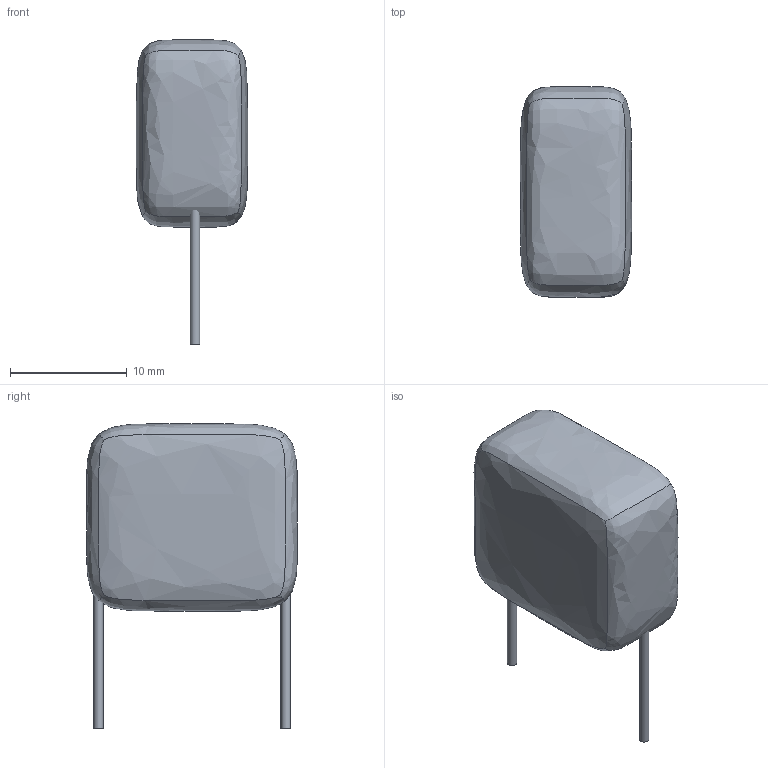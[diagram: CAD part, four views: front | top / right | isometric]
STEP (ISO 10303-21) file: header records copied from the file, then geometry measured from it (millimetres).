
FILE_DESCRIPTION(/* description */ (''),/* implementation_level */ '2;1');
FILE_NAME(/* name */ '-10%), P = 20mm, 9,5x16x18mm (MER684K2EB-Hitano) v1.step',/* time_stamp */ '2021-05-16T03:59:14+03:00',/* author */ (''),/* organization */ (''),/* preprocessor_version */ 'ST-DEVELOPER v18.1',/* originating_system */ 'Autodesk Translation Framework v10.6.0.1341',/* authorisation */ '');
FILE_SCHEMA (('AUTOMOTIVE_DESIGN { 1 0 10303 214 3 1 1 }'));
Length unit declared in the file: millimetre
Products named in the file (1): MER 680nF 250V K (+/-10%), P = 20mm, 9,5x16x18mm (MER684K2EB-Hitano)
Bounding box: 9.5 x 18 x 26 mm (x, y, z)
Volume: 2475.3 mm3; surface area: 1072.3 mm2
Topology: 3 solids, 3 shells, 12 faces, 18 edges, 12 vertices
Faces by surface type: bspline 6, plane 4, cylinder 2
Full cylindrical faces by diameter (mm): 0.8 x2
Entity records: 1590 total; most frequent: CARTESIAN_POINT 1369, ORIENTED_EDGE 36, DIRECTION 24, EDGE_CURVE 18, FACE_OUTER_BOUND 12, EDGE_LOOP 12, B_SPLINE_CURVE_WITH_KNOTS 12, VERTEX_POINT 12
